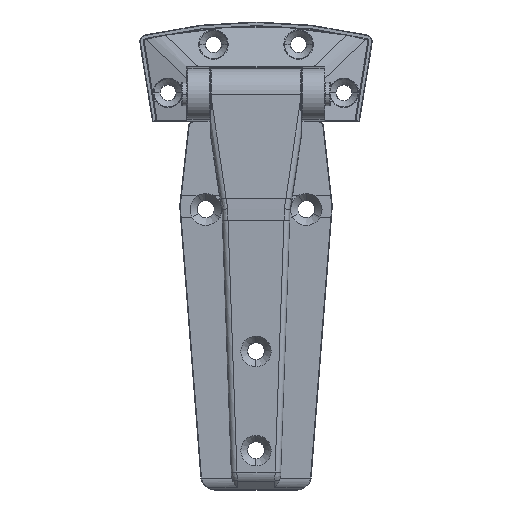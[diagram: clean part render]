
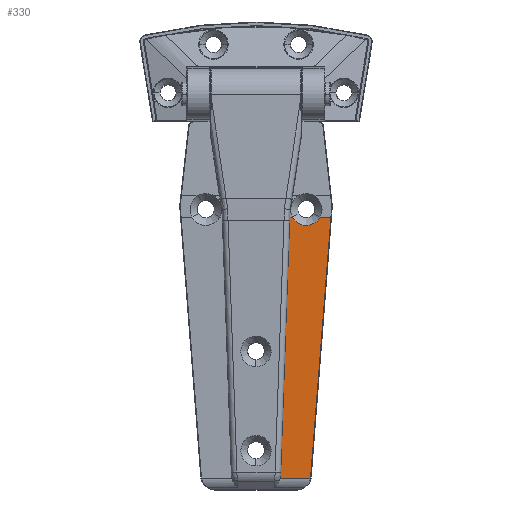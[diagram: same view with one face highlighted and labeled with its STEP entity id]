
A CAD part, top view. The second image highlights one B-rep face of the part: STEP entity #330.
In plain terms, the highlighted face is planar.
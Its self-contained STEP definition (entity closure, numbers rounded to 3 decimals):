
#282 = EDGE_LOOP ( 'NONE', ( #332, #331, #347, #316, #342, #341, #315, #354 ) ) ;
#301 = VERTEX_POINT ( 'NONE', #4033 ) ;
#314 = VERTEX_POINT ( 'NONE', #4066 ) ;
#315 = ORIENTED_EDGE ( 'NONE', *, *, #345, .T. ) ;
#316 = ORIENTED_EDGE ( 'NONE', *, *, #346, .T. ) ;
#318 = VERTEX_POINT ( 'NONE', #4085 ) ;
#323 = VERTEX_POINT ( 'NONE', #4134 ) ;
#324 = EDGE_CURVE ( 'NONE', #301, #8890, #4131, .T. ) ;
#327 = EDGE_CURVE ( 'NONE', #318, #333, #4127, .T. ) ;
#328 = EDGE_CURVE ( 'NONE', #323, #314, #4152, .T. ) ;
#329 = EDGE_CURVE ( 'NONE', #314, #318, #4121, .T. ) ;
#330 = ADVANCED_FACE ( 'NONE', ( #4117 ), #4132, .T. ) ;
#331 = ORIENTED_EDGE ( 'NONE', *, *, #329, .T. ) ;
#332 = ORIENTED_EDGE ( 'NONE', *, *, #328, .T. ) ;
#333 = VERTEX_POINT ( 'NONE', #4122 ) ;
#335 = VERTEX_POINT ( 'NONE', #4140 ) ;
#341 = ORIENTED_EDGE ( 'NONE', *, *, #324, .F. ) ;
#342 = ORIENTED_EDGE ( 'NONE', *, *, #8774, .T. ) ;
#344 = EDGE_CURVE ( 'NONE', #335, #323, #4147, .T. ) ;
#345 = EDGE_CURVE ( 'NONE', #301, #335, #4160, .T. ) ;
#346 = EDGE_CURVE ( 'NONE', #333, #9270, #4208, .T. ) ;
#347 = ORIENTED_EDGE ( 'NONE', *, *, #327, .T. ) ;
#354 = ORIENTED_EDGE ( 'NONE', *, *, #344, .T. ) ;
#4033 = CARTESIAN_POINT ( 'NONE',  ( 68.425, -8.706, 6.52 ) ) ;
#4066 = CARTESIAN_POINT ( 'NONE',  ( 69.633, -19.276, 6.578 ) ) ;
#4085 = CARTESIAN_POINT ( 'NONE',  ( -21.917, -26.416, 2.184 ) ) ;
#4117 = FACE_OUTER_BOUND ( 'NONE', #282, .T. ) ;
#4118 = DIRECTION ( 'NONE',  ( 0., 1., 0. ) ) ;
#4119 = VECTOR ( 'NONE', #4118, 1000. ) ;
#4120 = CARTESIAN_POINT ( 'NONE',  ( -26.172, -26.748, 1.98 ) ) ;
#4121 = LINE ( 'NONE', #4120, #4145 ) ;
#4122 = CARTESIAN_POINT ( 'NONE',  ( -21.917, -22.588, 2.184 ) ) ;
#4126 = CARTESIAN_POINT ( 'NONE',  ( -21.917, -32.176, 2.184 ) ) ;
#4127 = LINE ( 'NONE', #4126, #4119 ) ;
#4128 = DIRECTION ( 'NONE',  ( -0.998, -0.035, -0.048 ) ) ;
#4129 = VECTOR ( 'NONE', #4128, 1000. ) ;
#4130 = CARTESIAN_POINT ( 'NONE',  ( -24.752, -12., 2.048 ) ) ;
#4131 = LINE ( 'NONE', #4130, #4129 ) ;
#4132 = PLANE ( 'NONE',  #4133 ) ;
#4133 = AXIS2_PLACEMENT_3D ( 'NONE', #4146, #4139, #4138 ) ;
#4134 = CARTESIAN_POINT ( 'NONE',  ( 70.217, -19.194, 6.606 ) ) ;
#4138 = DIRECTION ( 'NONE',  ( -0.999, 0., -0.048 ) ) ;
#4139 = DIRECTION ( 'NONE',  ( 0.048, 0., -0.999 ) ) ;
#4140 = CARTESIAN_POINT ( 'NONE',  ( 70.217, -8.49, 6.606 ) ) ;
#4144 = DIRECTION ( 'NONE',  ( -0.996, -0.078, -0.048 ) ) ;
#4145 = VECTOR ( 'NONE', #4144, 1000. ) ;
#4146 = CARTESIAN_POINT ( 'NONE',  ( -25.75, -32.176, 2. ) ) ;
#4147 = LINE ( 'NONE', #4179, #4177 ) ;
#4148 = CARTESIAN_POINT ( 'NONE',  ( 69.633, -19.276, 6.578 ) ) ;
#4149 = CARTESIAN_POINT ( 'NONE',  ( 69.829, -19.261, 6.588 ) ) ;
#4150 = CARTESIAN_POINT ( 'NONE',  ( 70.024, -19.233, 6.597 ) ) ;
#4151 = CARTESIAN_POINT ( 'NONE',  ( 70.217, -19.194, 6.606 ) ) ;
#4152 =( BOUNDED_CURVE ( )  B_SPLINE_CURVE ( 3, ( #4151, #4150, #4149, #4148 ),
 .UNSPECIFIED., .F., .T. ) 
 B_SPLINE_CURVE_WITH_KNOTS ( ( 4, 4 ),
 ( 1.37, 1.493 ),
 .UNSPECIFIED. ) 
 CURVE ( )  GEOMETRIC_REPRESENTATION_ITEM ( )  RATIONAL_B_SPLINE_CURVE ( ( 1., 0.999, 0.999, 1. ) ) 
 REPRESENTATION_ITEM ( '' )  );
#4160 = B_SPLINE_CURVE_WITH_KNOTS ( 'NONE', 3,
 ( #4216, #4215, #4214, #4213, #4212, #4211 ),
 .UNSPECIFIED., .F., .F.,
 ( 4, 2, 4 ),
 ( 0.003, 0.004, 0.005 ),
 .UNSPECIFIED. ) ;
#4176 = DIRECTION ( 'NONE',  ( 0., -1., 0. ) ) ;
#4177 = VECTOR ( 'NONE', #4176, 1000. ) ;
#4179 = CARTESIAN_POINT ( 'NONE',  ( 70.217, -18.63, 6.606 ) ) ;
#4190 = CARTESIAN_POINT ( 'NONE',  ( -21.917, -12.912, 2.184 ) ) ;
#4191 = CARTESIAN_POINT ( 'NONE',  ( -21.053, -13.382, 2.225 ) ) ;
#4192 = CARTESIAN_POINT ( 'NONE',  ( -20.362, -14.059, 2.259 ) ) ;
#4193 = CARTESIAN_POINT ( 'NONE',  ( -19.714, -15.166, 2.29 ) ) ;
#4194 = CARTESIAN_POINT ( 'NONE',  ( -19.602, -15.389, 2.295 ) ) ;
#4195 = CARTESIAN_POINT ( 'NONE',  ( -19.409, -15.843, 2.304 ) ) ;
#4196 = CARTESIAN_POINT ( 'NONE',  ( -19.167, -16.534, 2.316 ) ) ;
#4197 = CARTESIAN_POINT ( 'NONE',  ( -19.07, -17.256, 2.321 ) ) ;
#4198 = CARTESIAN_POINT ( 'NONE',  ( -19.07, -18.739, 2.321 ) ) ;
#4199 = CARTESIAN_POINT ( 'NONE',  ( -19.328, -19.675, 2.308 ) ) ;
#4200 = CARTESIAN_POINT ( 'NONE',  ( -19.973, -20.775, 2.277 ) ) ;
#4201 = CARTESIAN_POINT ( 'NONE',  ( -20.114, -20.985, 2.271 ) ) ;
#4202 = CARTESIAN_POINT ( 'NONE',  ( -20.417, -21.376, 2.256 ) ) ;
#4203 = CARTESIAN_POINT ( 'NONE',  ( -20.902, -21.923, 2.233 ) ) ;
#4204 = CARTESIAN_POINT ( 'NONE',  ( -21.485, -22.353, 2.205 ) ) ;
#4205 = CARTESIAN_POINT ( 'NONE',  ( -21.917, -22.588, 2.184 ) ) ;
#4208 = B_SPLINE_CURVE_WITH_KNOTS ( 'NONE', 3,
 ( #4205, #4204, #4203, #4202, #4201, #4200, #4199, #4198, #4197, #4196, #4195, #4194, #4193, #4192, #4191, #4190 ),
 .UNSPECIFIED., .F., .F.,
 ( 4, 1, 2, 2, 2, 1, 2, 2, 4 ),
 ( 0., 0.125, 0.188, 0.25, 0.5, 0.625, 0.688, 0.75, 1. ),
 .UNSPECIFIED. ) ;
#4211 = CARTESIAN_POINT ( 'NONE',  ( 70.217, -8.49, 6.606 ) ) ;
#4212 = CARTESIAN_POINT ( 'NONE',  ( 69.926, -8.576, 6.592 ) ) ;
#4213 = CARTESIAN_POINT ( 'NONE',  ( 69.629, -8.624, 6.578 ) ) ;
#4214 = CARTESIAN_POINT ( 'NONE',  ( 69.029, -8.683, 6.549 ) ) ;
#4215 = CARTESIAN_POINT ( 'NONE',  ( 68.727, -8.695, 6.535 ) ) ;
#4216 = CARTESIAN_POINT ( 'NONE',  ( 68.425, -8.706, 6.52 ) ) ;
#8774 = EDGE_CURVE ( 'NONE', #9270, #8890, #14035, .T. ) ;
#8890 = VERTEX_POINT ( 'NONE', #14066 ) ;
#9270 = VERTEX_POINT ( 'NONE', #14186 ) ;
#14031 = DIRECTION ( 'NONE',  ( 0., 1., 0. ) ) ;
#14032 = VECTOR ( 'NONE', #14031, 1000. ) ;
#14034 = CARTESIAN_POINT ( 'NONE',  ( -21.917, -32.176, 2.184 ) ) ;
#14035 = LINE ( 'NONE', #14034, #14032 ) ;
#14066 = CARTESIAN_POINT ( 'NONE',  ( -21.917, -11.9, 2.184 ) ) ;
#14186 = CARTESIAN_POINT ( 'NONE',  ( -21.917, -12.912, 2.184 ) ) ;
